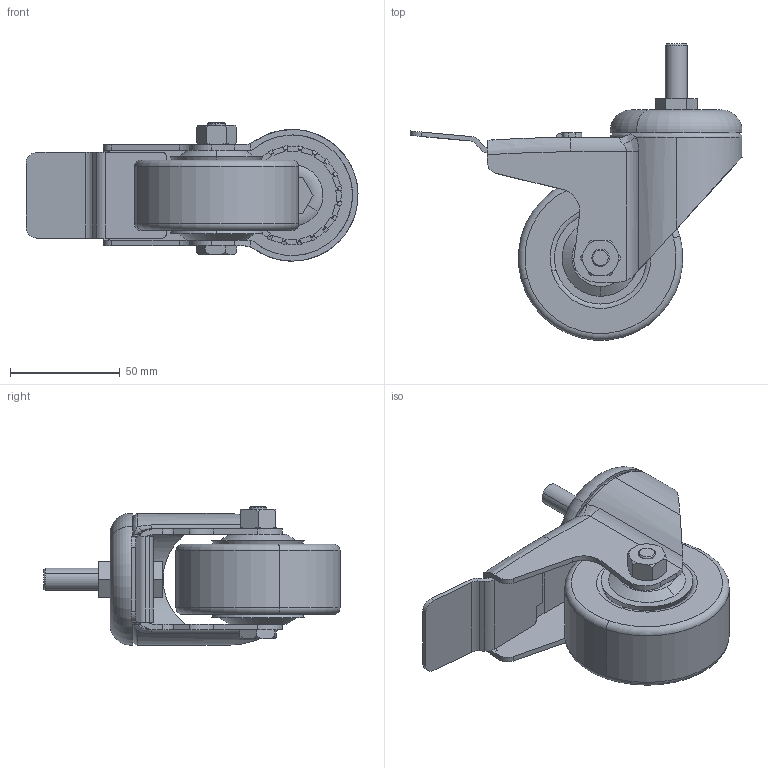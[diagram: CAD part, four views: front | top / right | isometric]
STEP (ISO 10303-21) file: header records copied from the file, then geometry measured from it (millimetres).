
FILE_DESCRIPTION (( 'STEP AP214' ), '1' );
FILE_NAME ('A315 Êîëåñî ñ òîðìîçîì O75 Ì10õ25.STEP', '2026-01-29T06:54:23', ( '' ), ( '' ), 'SwSTEP 2.0', 'SolidWorks 2026', '' );
FILE_SCHEMA (( 'AUTOMOTIVE_DESIGN' ));
Length unit declared in the file: millimetre
Products named in the file (10): A315 Болт_00; Крышка_00; Дно_00; Защита_00; Болт_00; Тормоз_00; A315 Гайка_00; Основание_00; Колесо_00; A315 Колесо с тормозом Ø75 М10х25
Assembly tree (10 placements, depth 2):
  A315 Колесо с тормозом Ø75 М10х25
    Основание_00
    Болт_00
    Дно_00
    Крышка_00
    Тормоз_00
    Колесо_00
    Защита_00  x2
    A315 Болт_00
    A315 Гайка_00
Bounding box: 151.26 x 134.9 x 63 mm (x, y, z)
Volume: 195647.7 mm3; surface area: 80520.3 mm2
Topology: 12 solids, 12 shells, 378 faces, 989 edges, 644 vertices
Faces by surface type: plane 181, cone 88, cylinder 71, torus 30, bspline 8
Entity records: 12939 total; most frequent: CARTESIAN_POINT 3645, ORIENTED_EDGE 1902, DIRECTION 1767, EDGE_CURVE 951, AXIS2_PLACEMENT_3D 664, VERTEX_POINT 620, LINE 439, VECTOR 439
